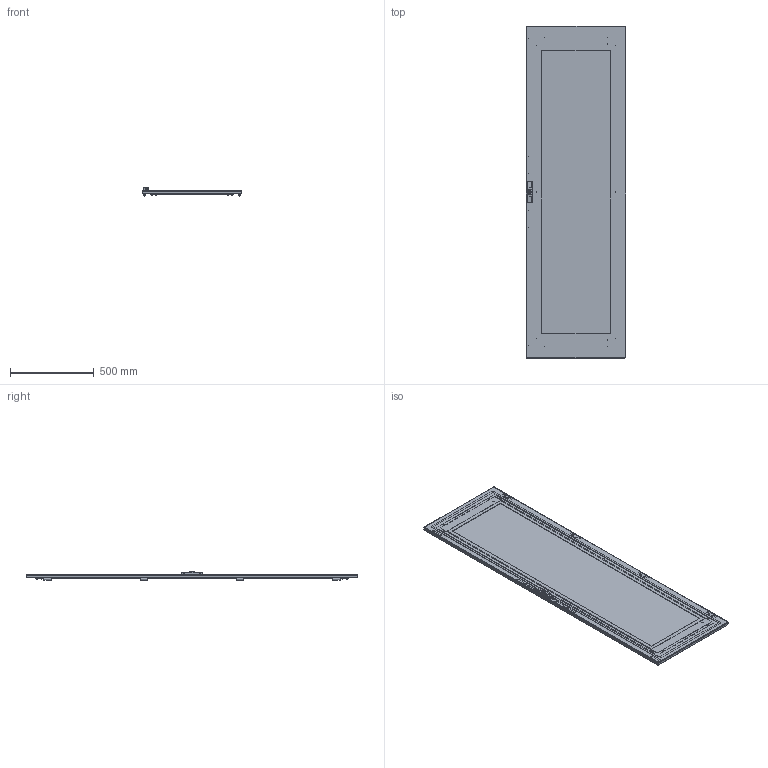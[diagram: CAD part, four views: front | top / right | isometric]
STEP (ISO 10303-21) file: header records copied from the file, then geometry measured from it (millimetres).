
FILE_DESCRIPTION (( 'STEP AP203' ), '1' );
FILE_NAME ('UR24400200606 Äâåðü îáçîðíàÿ RS52 200.60 ÑÏ (000.801.511-01).STEP', '2022-04-08T11:17:59', ( '' ), ( '' ), 'SwSTEP 2.0', 'SolidWorks 2017', '' );
FILE_SCHEMA (( 'CONFIG_CONTROL_DESIGN' ));
Length unit declared in the file: millimetre
Products named in the file (33): 054-201 Ïîïåðå÷èíà äâåðè RS52_01 (00.60); Ãàéêà Ýðèêñîíà Ì5 ñ ïëîñêîé ãîëîâêîé; Âèíò ISO 10642 TX_Œ5å10; 016-90 Øòûðü ïåòëè LC3; Ñêîò÷ äëÿ ñòåêëà äâåðè RS52_08 (200.60); 040-196 Ïëàíêà çàïîðíàÿ_04 (200.00); Øàéáà 6402 Ò_Œ6; 000.800.061 Ïåòëÿ LC3_‡ ªàëâ®; 000.231.045 Ðàìà óñèëèâàþùàÿ RS52_18 (200.60); 000.800.093 Ïëàíêà çàïîðíàÿ_04 (200.00); 000.800.094 Ïëàíêà çàïîðíàÿ_04 (200.00); 017-45 栺樏鋋_08 (200.60); 028-126 Ñêîáà LC3; Âèíò ISO 10642 TX_Œ5å16; 037-50 Ïåòëÿ LC3; 000.203.279 Äâåðü îáçîðíàÿ RS52 200.00_01 (200.60); Âèíò DIN 7500 C TORX_Œ5å16; 028-98 Ñêîáà; MS896 Çàìîê-íàêëàäêà îñíîâíàÿ äëÿ LC_Žâªàëâ®; Øïèëüêà ðåçüáîâàÿ Ì6_Œ6å12; 040-194 Ïëàíêà çàïîðíàÿ_00 (120.00, 180.00 - 220.00); 048-06 Ïðóæèíà ïåòëè çàæèìíàÿ; UR24400200606 Äâåðü îáçîðíàÿ RS52 200.60 ÑÏ (000.801.511-01); 050-42 Âòóëêà ñêðûòîé ïåòëè; Øïèëüêà çàçåìëåíèÿ CKF CS_Œ6å16; 054-200 Ñòîéêà äâåðè RS52_04 (200.00); Øïèëüêà ðåçüáîâàÿ Ì6_Œ5å12; 040-195 Ïëàíêà çàïîðíàÿ_04 (200.00); Óïëîòíèòåëü ÏÏÓ äëÿ äâåðêè LC3_13 (200å60); 012-2039 Ïàíåëü äâåðè RS52 200.00_01 (200.60); Ãàéêà øåñòèãðàííàÿ âûñîêàÿ ñàìîñòîïîðÿùàÿñÿ ñ ôëàíöåì ÃÎÑÒ ISO 7043_Œ6; 000.210.560 Îñíîâàíèå äâåðè îáçîðíîé RS52 200.00_01 (200.60); 029-373 Ñîåäèíèòåëü óãëîâîé ðàìêè äâåðè RS52
Assembly tree (108 placements, depth 4):
  UR24400200606 Äâåðü îáçîðíàÿ RS52 200.60 ÑÏ (000.801.511-01)
    000.203.279 Äâåðü îáçîðíàÿ RS52 200.00_01 (200.60)
      000.210.560 Îñíîâàíèå äâåðè îáçîðíîé RS52 200.00_01 (200.60)
        012-2039 Ïàíåëü äâåðè RS52 200.00_01 (200.60)
        Øïèëüêà çàçåìëåíèÿ CKF CS_Œ6å16  x2
        Øïèëüêà ðåçüáîâàÿ Ì6_Œ5å12  x10
        Øïèëüêà ðåçüáîâàÿ Ì6_Œ6å12  x6
        050-42 Âòóëêà ñêðûòîé ïåòëè  x4
      000.231.045 Ðàìà óñèëèâàþùàÿ RS52_18 (200.60)
        054-200 Ñòîéêà äâåðè RS52_04 (200.00)  x2
        054-201 Ïîïåðå÷èíà äâåðè RS52_01 (00.60)  x2
        029-373 Ñîåäèíèòåëü óãëîâîé ðàìêè äâåðè RS52  x4
        Âèíò DIN 7500 C TORX_Œ5å16  x8
      Ãàéêà Ýðèêñîíà Ì5 ñ ïëîñêîé ãîëîâêîé  x10
      Óïëîòíèòåëü ÏÏÓ äëÿ äâåðêè LC3_13 (200å60)
      MS896 Çàìîê-íàêëàäêà îñíîâíàÿ äëÿ LC_Žâªàëâ®
      Âèíò ISO 10642 TX_Œ5å10  x2
      040-194 Ïëàíêà çàïîðíàÿ_00 (120.00, 180.00 - 220.00)
      000.800.093 Ïëàíêà çàïîðíàÿ_04 (200.00)
        040-195 Ïëàíêà çàïîðíàÿ_04 (200.00)
        028-98 Ñêîáà  x2
      000.800.094 Ïëàíêà çàïîðíàÿ_04 (200.00)
        040-196 Ïëàíêà çàïîðíàÿ_04 (200.00)
        028-98 Ñêîáà  x2
      Ãàéêà øåñòèãðàííàÿ âûñîêàÿ ñàìîñòîïîðÿùàÿñÿ ñ ôëàíöåì ÃÎÑÒ ISO 7043_Œ6  x6
      Øàéáà 6402 Ò_Œ6  x6
      Ñêîò÷ äëÿ ñòåêëà äâåðè RS52_08 (200.60)
      017-45 栺樏鋋_08 (200.60)
    000.800.061 Ïåòëÿ LC3_‡ ªàëâ®  x4
      037-50 Ïåòëÿ LC3
      016-90 Øòûðü ïåòëè LC3
      048-06 Ïðóæèíà ïåòëè çàæèìíàÿ
    028-126 Ñêîáà LC3  x4
    Âèíò ISO 10642 TX_Œ5å16  x16
Bounding box: 596.8 x 1984 x 47.95 mm (x, y, z)
Volume: 5400146.3 mm3; surface area: 4004522.1 mm2
Topology: 119 solids, 123 shells, 3780 faces, 10045 edges, 6527 vertices
Faces by surface type: cylinder 1683, plane 1399, cone 468, bspline 112, torus 102, sphere 16
Entity records: 45509 total; most frequent: CARTESIAN_POINT 10010, DIRECTION 6457, ORIENTED_EDGE 6022, EDGE_CURVE 3014, AXIS2_PLACEMENT_3D 2424, VERTEX_POINT 1960, LINE 1609, VECTOR 1609
